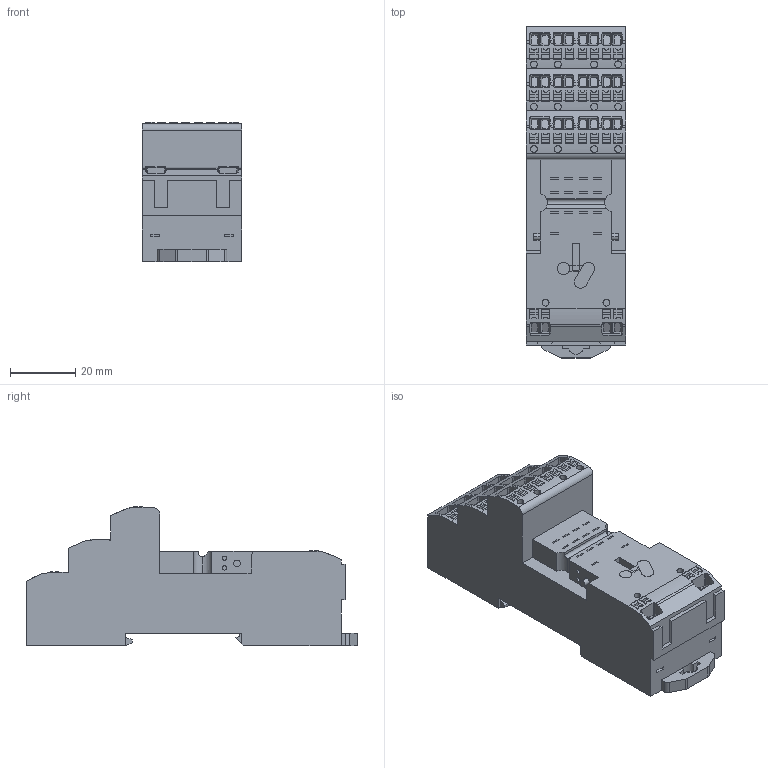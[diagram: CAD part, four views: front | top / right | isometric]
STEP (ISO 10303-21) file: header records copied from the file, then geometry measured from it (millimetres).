
FILE_DESCRIPTION (( 'STEP AP214' ), '1' );
FILE_NAME ('SU4S-21L.STEP', '2019-08-06T05:11:02', ( '' ), ( '' ), 'SwSTEP 2.0', 'SolidWorks 2017', '' );
FILE_SCHEMA (( 'AUTOMOTIVE_DESIGN' ));
Length unit declared in the file: millimetre
Products named in the file (3): SU-21L-HOOK_蹬怮椔; SU4S-21L-BODY_蹬怮椔; SU4S-21L
Assembly tree (2 placements, depth 2):
  SU4S-21L
    SU4S-21L-BODY_蹬怮椔
    SU-21L-HOOK_蹬怮椔
Bounding box: 30.6 x 101.8 x 42.68 mm (x, y, z)
Volume: 81626.8 mm3; surface area: 24713.2 mm2
Topology: 31 solids, 31 shells, 1772 faces, 4988 edges, 3326 vertices
Faces by surface type: plane 1396, cylinder 320, bspline 56
Entity records: 58314 total; most frequent: CARTESIAN_POINT 13973, ORIENTED_EDGE 9976, DIRECTION 7962, EDGE_CURVE 4988, LINE 3914, VECTOR 3914, VERTEX_POINT 3326, AXIS2_PLACEMENT_3D 2024
